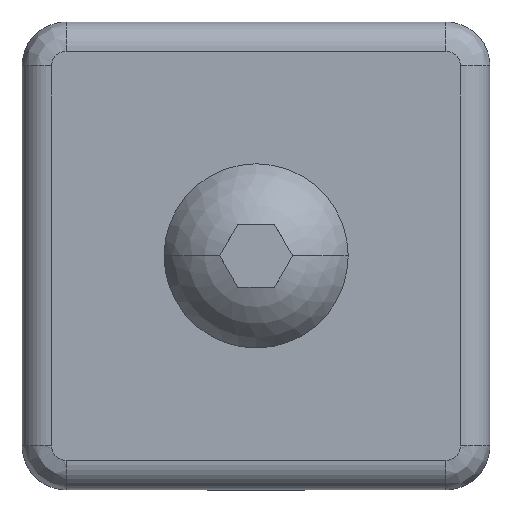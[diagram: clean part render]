
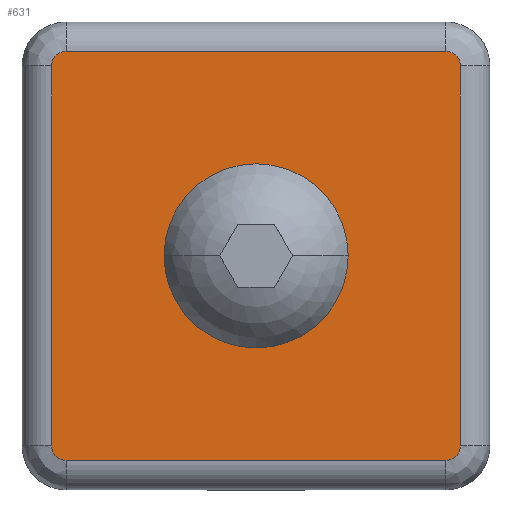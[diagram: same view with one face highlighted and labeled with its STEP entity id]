
A CAD part, top view. The second image highlights one B-rep face of the part: STEP entity #631.
In plain terms, the highlighted free-form (B-spline) face has degree [1, 1] with [2, 2] control points.
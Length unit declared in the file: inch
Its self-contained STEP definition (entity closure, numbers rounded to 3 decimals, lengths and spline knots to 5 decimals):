
#97=CARTESIAN_POINT('',(0.104,0.633,0.125));
#98=VERTEX_POINT('',#97);
#107=CARTESIAN_POINT('',(0.104,0.367,0.125));
#108=VERTEX_POINT('',#107);
#109=CARTESIAN_POINT('',(0.104,0.5,0.125));
#110=DIRECTION('',(0.0,0.0,1.0));
#111=DIRECTION('',(0.0,1.0,0.0));
#112=AXIS2_PLACEMENT_3D('',#109,#110,#111);
#113=CIRCLE('',#112,0.133);
#114=EDGE_CURVE('',#98,#108,#113,.T.);
#307=CARTESIAN_POINT('',(-0.333,0.906,0.125));
#308=VERTEX_POINT('',#307);
#316=CARTESIAN_POINT('',(-0.302,0.937,0.125));
#317=VERTEX_POINT('',#316);
#318=CARTESIAN_POINT('',(-0.302,0.906,0.125));
#319=DIRECTION('',(0.0,0.0,-1.0));
#320=DIRECTION('',(-0.707,0.707,0.0));
#321=AXIS2_PLACEMENT_3D('',#318,#319,#320);
#322=CIRCLE('',#321,0.031);
#323=EDGE_CURVE('',#308,#317,#322,.T.);
#351=CARTESIAN_POINT('',(-0.333,0.094,0.125));
#352=VERTEX_POINT('',#351);
#360=CARTESIAN_POINT('',(-0.333,0.094,0.125));
#361=DIRECTION('',(0.0,1.0,0.0));
#362=VECTOR('',#361,0.812);
#363=LINE('',#360,#362);
#364=EDGE_CURVE('',#352,#308,#363,.T.);
#431=CARTESIAN_POINT('',(-0.302,0.063,0.125));
#432=VERTEX_POINT('',#431);
#440=CARTESIAN_POINT('',(-0.302,0.094,0.125));
#441=DIRECTION('',(0.0,0.0,-1.0));
#442=DIRECTION('',(-0.707,-0.707,0.0));
#443=AXIS2_PLACEMENT_3D('',#440,#441,#442);
#444=CIRCLE('',#443,0.031);
#445=EDGE_CURVE('',#432,#352,#444,.T.);
#543=CARTESIAN_POINT('',(0.104,0.5,0.125));
#544=DIRECTION('',(0.0,0.0,1.0));
#545=DIRECTION('',(0.0,1.0,0.0));
#546=AXIS2_PLACEMENT_3D('',#543,#544,#545);
#547=CIRCLE('',#546,0.133);
#548=EDGE_CURVE('',#108,#98,#547,.T.);
#577=CARTESIAN_POINT('',(-0.333,0.937,0.125));
#578=CARTESIAN_POINT('',(0.541,0.937,0.125));
#579=CARTESIAN_POINT('',(-0.333,0.063,0.125));
#580=CARTESIAN_POINT('',(0.541,0.063,0.125));
#581=B_SPLINE_SURFACE_WITH_KNOTS('',1,1,((#577,#579),(#578,#580)),.UNSPECIFIED.,.F.,.F.,.U.,(2,2),(2,2),(0.0,0.874),(0.0,0.874),.UNSPECIFIED.);
#582=CARTESIAN_POINT('',(0.51,0.063,0.125));
#583=VERTEX_POINT('',#582);
#584=CARTESIAN_POINT('',(-0.302,0.063,0.125));
#585=DIRECTION('',(1.0,0.0,0.0));
#586=VECTOR('',#585,0.812);
#587=LINE('',#584,#586);
#588=EDGE_CURVE('',#432,#583,#587,.T.);
#589=ORIENTED_EDGE('',*,*,#588,.T.);
#590=CARTESIAN_POINT('',(0.541,0.094,0.125));
#591=VERTEX_POINT('',#590);
#592=CARTESIAN_POINT('',(0.51,0.094,0.125));
#593=DIRECTION('',(0.0,0.0,1.0));
#594=DIRECTION('',(0.707,-0.707,0.0));
#595=AXIS2_PLACEMENT_3D('',#592,#593,#594);
#596=CIRCLE('',#595,0.031);
#597=EDGE_CURVE('',#583,#591,#596,.T.);
#598=ORIENTED_EDGE('',*,*,#597,.T.);
#599=CARTESIAN_POINT('',(0.541,0.906,0.125));
#600=VERTEX_POINT('',#599);
#601=CARTESIAN_POINT('',(0.541,0.094,0.125));
#602=DIRECTION('',(0.0,1.0,0.0));
#603=VECTOR('',#602,0.812);
#604=LINE('',#601,#603);
#605=EDGE_CURVE('',#591,#600,#604,.T.);
#606=ORIENTED_EDGE('',*,*,#605,.T.);
#607=CARTESIAN_POINT('',(0.51,0.937,0.125));
#608=VERTEX_POINT('',#607);
#609=CARTESIAN_POINT('',(0.51,0.906,0.125));
#610=DIRECTION('',(0.0,0.0,1.0));
#611=DIRECTION('',(0.707,0.707,0.0));
#612=AXIS2_PLACEMENT_3D('',#609,#610,#611);
#613=CIRCLE('',#612,0.031);
#614=EDGE_CURVE('',#600,#608,#613,.T.);
#615=ORIENTED_EDGE('',*,*,#614,.T.);
#616=CARTESIAN_POINT('',(-0.302,0.937,0.125));
#617=DIRECTION('',(1.0,0.0,0.0));
#618=VECTOR('',#617,0.812);
#619=LINE('',#616,#618);
#620=EDGE_CURVE('',#317,#608,#619,.T.);
#621=ORIENTED_EDGE('',*,*,#620,.F.);
#622=ORIENTED_EDGE('',*,*,#323,.F.);
#623=ORIENTED_EDGE('',*,*,#364,.F.);
#624=ORIENTED_EDGE('',*,*,#445,.F.);
#625=EDGE_LOOP('',(#589,#598,#606,#615,#621,#622,#623,#624));
#626=FACE_OUTER_BOUND('',#625,.T.);
#627=ORIENTED_EDGE('',*,*,#114,.F.);
#628=ORIENTED_EDGE('',*,*,#548,.F.);
#629=EDGE_LOOP('',(#627,#628));
#630=FACE_BOUND('',#629,.T.);
#631=ADVANCED_FACE('',(#626,#630),#581,.F.);
